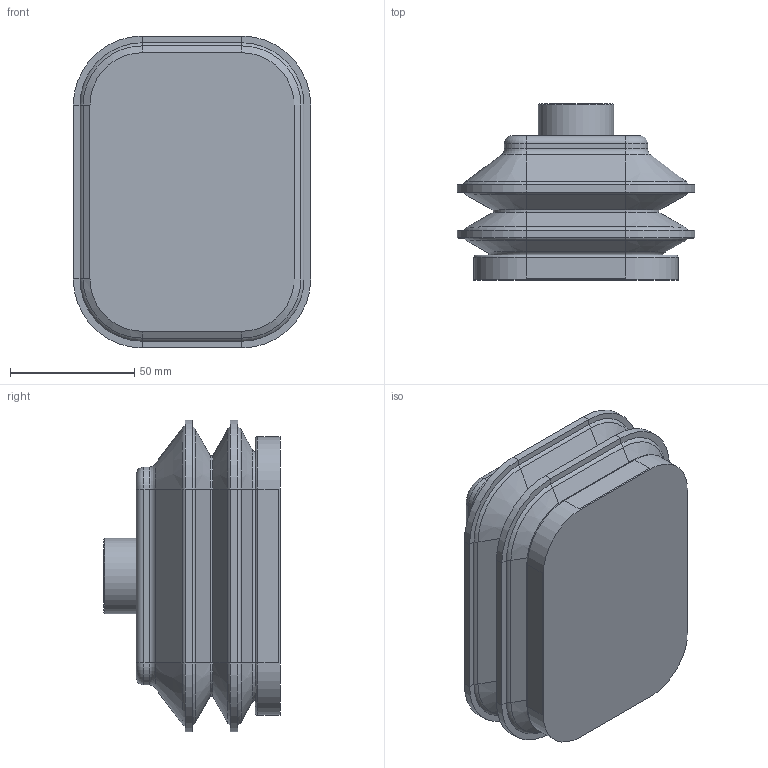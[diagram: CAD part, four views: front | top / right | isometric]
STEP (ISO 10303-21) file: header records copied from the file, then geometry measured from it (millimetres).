
FILE_DESCRIPTION(/* description */ (''),/* implementation_level */ '2;1');
FILE_NAME(/* name */ 'vmdf130x104nit (1).stp',/* time_stamp */ '2022-07-28T13:11:00+02:00',/* author */ ('enginyeria'),/* organization */ (''),/* preprocessor_version */ 'ST-DEVELOPER v17.2',/* originating_system */ 'Autodesk Inventor 2019',/* authorisation */ '');
FILE_SCHEMA (('AUTOMOTIVE_DESIGN { 1 0 10303 214 3 1 1 }'));
Length unit declared in the file: millimetre
Products named in the file (1): Pieza5
Bounding box: 95.5 x 71 x 125.5 mm (x, y, z)
Volume: 475117.1 mm3; surface area: 50539.4 mm2
Topology: 1 solids, 1 shells, 216 faces, 487 edges, 275 vertices
Faces by surface type: plane 112, cylinder 54, torus 32, cone 18
Full cylindrical faces by diameter (mm): 24 x1, 30.4 x1
Entity records: 6194 total; most frequent: DIRECTION 1126, CARTESIAN_POINT 979, ORIENTED_EDGE 974, EDGE_CURVE 487, AXIS2_PLACEMENT_3D 422, LINE 282, VECTOR 282, VERTEX_POINT 275
